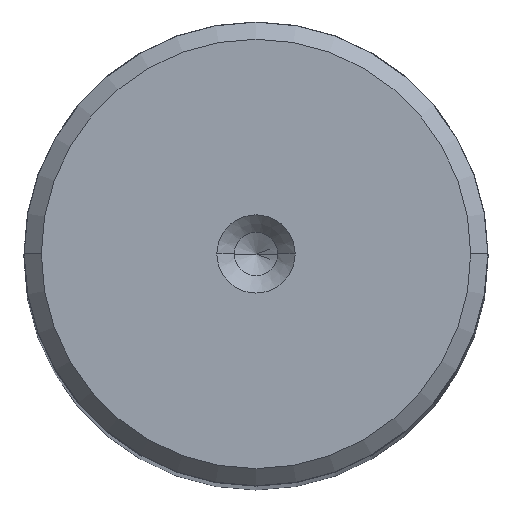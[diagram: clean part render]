
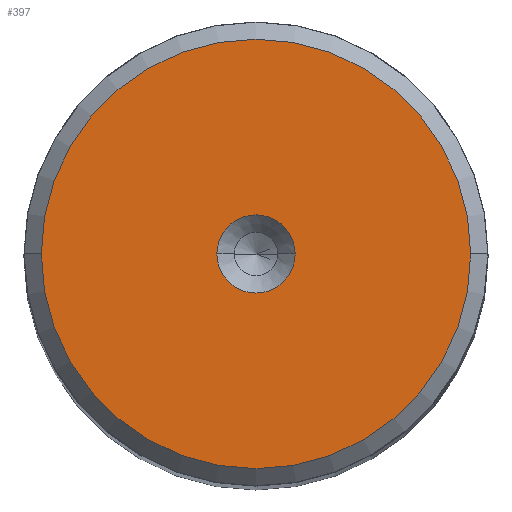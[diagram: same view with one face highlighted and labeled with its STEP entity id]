
A CAD part, top view. The second image highlights one B-rep face of the part: STEP entity #397.
In plain terms, the highlighted planar face has unit normal (0, 0, 1).
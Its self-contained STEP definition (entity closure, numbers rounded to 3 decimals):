
#79 = CARTESIAN_POINT ( 'NONE',  ( -2.7, 0., 160. ) ) ;
#115 = CARTESIAN_POINT ( 'NONE',  ( -14.811, 0., 160. ) ) ;
#147 = CARTESIAN_POINT ( 'NONE',  ( 0., 0., 160. ) ) ;
#297 = DIRECTION ( 'NONE',  ( 1., 0., 0. ) ) ;
#380 = EDGE_CURVE ( 'NONE', #2739, #2178, #641, .T. ) ;
#386 = PLANE ( 'NONE',  #757 ) ;
#397 = ADVANCED_FACE ( 'NONE', ( #945, #2062 ), #386, .T. ) ;
#405 = EDGE_CURVE ( 'NONE', #2538, #2100, #1827, .T. ) ;
#408 = ORIENTED_EDGE ( 'NONE', *, *, #405, .F. ) ;
#428 = AXIS2_PLACEMENT_3D ( 'NONE', #2292, #1376, #2253 ) ;
#543 = DIRECTION ( 'NONE',  ( 1., 0., 0. ) ) ;
#550 = DIRECTION ( 'NONE',  ( 0., 0., 1. ) ) ;
#568 = EDGE_LOOP ( 'NONE', ( #1781, #2302 ) ) ;
#641 = CIRCLE ( 'NONE', #1773, 14.811 ) ;
#746 = CARTESIAN_POINT ( 'NONE',  ( 14.811, 0., 160. ) ) ;
#757 = AXIS2_PLACEMENT_3D ( 'NONE', #147, #1798, #297 ) ;
#760 = DIRECTION ( 'NONE',  ( 1., 0., 0. ) ) ;
#807 = CIRCLE ( 'NONE', #861, 14.811 ) ;
#861 = AXIS2_PLACEMENT_3D ( 'NONE', #1927, #2145, #2153 ) ;
#863 = EDGE_CURVE ( 'NONE', #2178, #2739, #807, .T. ) ;
#945 = FACE_BOUND ( 'NONE', #1928, .T. ) ;
#1376 = DIRECTION ( 'NONE',  ( 0., 0., 1. ) ) ;
#1580 = CARTESIAN_POINT ( 'NONE',  ( 0., 0., 160. ) ) ;
#1728 = AXIS2_PLACEMENT_3D ( 'NONE', #1803, #550, #543 ) ;
#1773 = AXIS2_PLACEMENT_3D ( 'NONE', #1580, #2025, #760 ) ;
#1781 = ORIENTED_EDGE ( 'NONE', *, *, #863, .T. ) ;
#1798 = DIRECTION ( 'NONE',  ( 0., 0., 1. ) ) ;
#1803 = CARTESIAN_POINT ( 'NONE',  ( 0., 0., 160. ) ) ;
#1827 = CIRCLE ( 'NONE', #428, 2.7 ) ;
#1927 = CARTESIAN_POINT ( 'NONE',  ( 0., 0., 160. ) ) ;
#1928 = EDGE_LOOP ( 'NONE', ( #2615, #408 ) ) ;
#2002 = CIRCLE ( 'NONE', #1728, 2.7 ) ;
#2025 = DIRECTION ( 'NONE',  ( 0., 0., 1. ) ) ;
#2062 = FACE_OUTER_BOUND ( 'NONE', #568, .T. ) ;
#2100 = VERTEX_POINT ( 'NONE', #2220 ) ;
#2145 = DIRECTION ( 'NONE',  ( 0., 0., 1. ) ) ;
#2153 = DIRECTION ( 'NONE',  ( 1., 0., 0. ) ) ;
#2172 = EDGE_CURVE ( 'NONE', #2100, #2538, #2002, .T. ) ;
#2178 = VERTEX_POINT ( 'NONE', #115 ) ;
#2220 = CARTESIAN_POINT ( 'NONE',  ( 2.7, 0., 160. ) ) ;
#2253 = DIRECTION ( 'NONE',  ( 1., 0., 0. ) ) ;
#2292 = CARTESIAN_POINT ( 'NONE',  ( 0., 0., 160. ) ) ;
#2302 = ORIENTED_EDGE ( 'NONE', *, *, #380, .T. ) ;
#2538 = VERTEX_POINT ( 'NONE', #79 ) ;
#2615 = ORIENTED_EDGE ( 'NONE', *, *, #2172, .F. ) ;
#2739 = VERTEX_POINT ( 'NONE', #746 ) ;
